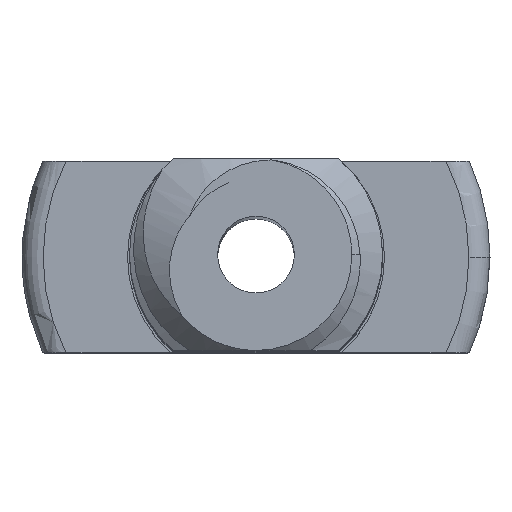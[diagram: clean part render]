
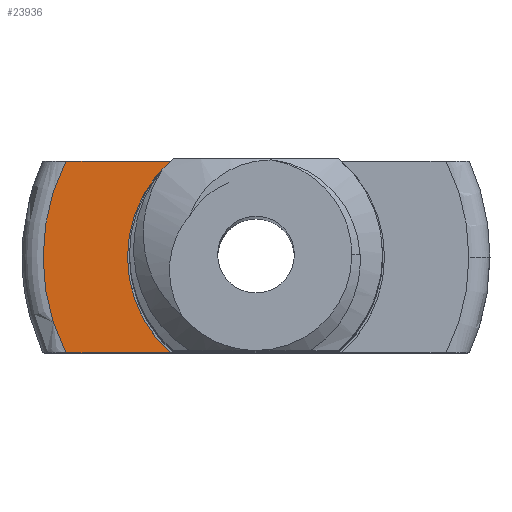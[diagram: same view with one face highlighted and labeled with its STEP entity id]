
A CAD part, top view. The second image highlights one B-rep face of the part: STEP entity #23936.
In plain terms, the highlighted planar face has unit normal (0, 0, 1).
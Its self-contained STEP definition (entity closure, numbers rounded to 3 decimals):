
#5385 = PLANE('',#5386);
#5386 = AXIS2_PLACEMENT_3D('',#5387,#5388,#5389);
#5387 = CARTESIAN_POINT('',(12.5,-2.5,51.781));
#5388 = DIRECTION('',(0.,1.,0.));
#5389 = DIRECTION('',(-1.,0.,0.));
#6174 = PLANE('',#6175);
#6175 = AXIS2_PLACEMENT_3D('',#6176,#6177,#6178);
#6176 = CARTESIAN_POINT('',(-12.5,2.5,51.781));
#6177 = DIRECTION('',(0.,-1.,0.));
#6178 = DIRECTION('',(1.,0.,0.));
#8598 = VERTEX_POINT('',#8599);
#8599 = CARTESIAN_POINT('',(-4.955,-2.5,0.));
#8651 = TOROIDAL_SURFACE('',#8652,5.55,0.55);
#8652 = AXIS2_PLACEMENT_3D('',#8653,#8654,#8655);
#8653 = CARTESIAN_POINT('',(0.,0.,-0.55)
  );
#8654 = DIRECTION('',(0.,0.,1.));
#8655 = DIRECTION('',(1.,0.,0.));
#8682 = EDGE_CURVE('',#8683,#8598,#8685,.T.);
#8683 = VERTEX_POINT('',#8684);
#8684 = CARTESIAN_POINT('',(-2.23,-2.5,0.));
#8685 = SURFACE_CURVE('',#8686,(#8690,#8697),.PCURVE_S1.);
#8686 = LINE('',#8687,#8688);
#8687 = CARTESIAN_POINT('',(6.25,-2.5,0.));
#8688 = VECTOR('',#8689,1.);
#8689 = DIRECTION('',(-1.,0.,0.));
#8690 = PCURVE('',#5385,#8691);
#8691 = DEFINITIONAL_REPRESENTATION('',(#8692),#8696);
#8692 = LINE('',#8693,#8694);
#8693 = CARTESIAN_POINT('',(6.25,-51.781));
#8694 = VECTOR('',#8695,1.);
#8695 = DIRECTION('',(1.,0.));
#8696 = ( GEOMETRIC_REPRESENTATION_CONTEXT(2) 
PARAMETRIC_REPRESENTATION_CONTEXT() REPRESENTATION_CONTEXT('2D SPACE',''
  ) );
#8697 = PCURVE('',#8698,#8703);
#8698 = PLANE('',#8699);
#8699 = AXIS2_PLACEMENT_3D('',#8700,#8701,#8702);
#8700 = CARTESIAN_POINT('',(0.,0.,
    0.));
#8701 = DIRECTION('',(0.,0.,-1.));
#8702 = DIRECTION('',(1.,0.,0.));
#8703 = DEFINITIONAL_REPRESENTATION('',(#8704),#8708);
#8704 = LINE('',#8705,#8706);
#8705 = CARTESIAN_POINT('',(6.25,2.5));
#8706 = VECTOR('',#8707,1.);
#8707 = DIRECTION('',(-1.,0.));
#8708 = ( GEOMETRIC_REPRESENTATION_CONTEXT(2) 
PARAMETRIC_REPRESENTATION_CONTEXT() REPRESENTATION_CONTEXT('2D SPACE',''
  ) );
#8724 = CYLINDRICAL_SURFACE('',#8725,3.35);
#8725 = AXIS2_PLACEMENT_3D('',#8726,#8727,#8728);
#8726 = CARTESIAN_POINT('',(0.,0.,1.8)
  );
#8727 = DIRECTION('',(0.,0.,-1.));
#8728 = DIRECTION('',(1.,0.,0.));
#21711 = VERTEX_POINT('',#21712);
#21712 = CARTESIAN_POINT('',(-2.23,2.5,0.));
#21733 = EDGE_CURVE('',#21734,#21711,#21736,.T.);
#21734 = VERTEX_POINT('',#21735);
#21735 = CARTESIAN_POINT('',(-4.955,2.5,0.));
#21736 = SURFACE_CURVE('',#21737,(#21741,#21748),.PCURVE_S1.);
#21737 = LINE('',#21738,#21739);
#21738 = CARTESIAN_POINT('',(-6.25,2.5,0.));
#21739 = VECTOR('',#21740,1.);
#21740 = DIRECTION('',(1.,0.,0.));
#21741 = PCURVE('',#6174,#21742);
#21742 = DEFINITIONAL_REPRESENTATION('',(#21743),#21747);
#21743 = LINE('',#21744,#21745);
#21744 = CARTESIAN_POINT('',(6.25,-51.781));
#21745 = VECTOR('',#21746,1.);
#21746 = DIRECTION('',(1.,0.));
#21747 = ( GEOMETRIC_REPRESENTATION_CONTEXT(2) 
PARAMETRIC_REPRESENTATION_CONTEXT() REPRESENTATION_CONTEXT('2D SPACE',''
  ) );
#21748 = PCURVE('',#8698,#21749);
#21749 = DEFINITIONAL_REPRESENTATION('',(#21750),#21754);
#21750 = LINE('',#21751,#21752);
#21751 = CARTESIAN_POINT('',(-6.25,-2.5));
#21752 = VECTOR('',#21753,1.);
#21753 = DIRECTION('',(1.,0.));
#21754 = ( GEOMETRIC_REPRESENTATION_CONTEXT(2) 
PARAMETRIC_REPRESENTATION_CONTEXT() REPRESENTATION_CONTEXT('2D SPACE',''
  ) );
#23468 = EDGE_CURVE('',#8683,#21711,#23469,.T.);
#23469 = SURFACE_CURVE('',#23470,(#23475,#23482),.PCURVE_S1.);
#23470 = CIRCLE('',#23471,3.35);
#23471 = AXIS2_PLACEMENT_3D('',#23472,#23473,#23474);
#23472 = CARTESIAN_POINT('',(0.,0.,
    0.));
#23473 = DIRECTION('',(0.,0.,-1.));
#23474 = DIRECTION('',(1.,0.,0.));
#23475 = PCURVE('',#8724,#23476);
#23476 = DEFINITIONAL_REPRESENTATION('',(#23477),#23481);
#23477 = LINE('',#23478,#23479);
#23478 = CARTESIAN_POINT('',(0.,1.8));
#23479 = VECTOR('',#23480,1.);
#23480 = DIRECTION('',(1.,0.));
#23481 = ( GEOMETRIC_REPRESENTATION_CONTEXT(2) 
PARAMETRIC_REPRESENTATION_CONTEXT() REPRESENTATION_CONTEXT('2D SPACE',''
  ) );
#23482 = PCURVE('',#8698,#23483);
#23483 = DEFINITIONAL_REPRESENTATION('',(#23484),#23488);
#23484 = CIRCLE('',#23485,3.35);
#23485 = AXIS2_PLACEMENT_2D('',#23486,#23487);
#23486 = CARTESIAN_POINT('',(0.,0.));
#23487 = DIRECTION('',(1.,0.));
#23488 = ( GEOMETRIC_REPRESENTATION_CONTEXT(2) 
PARAMETRIC_REPRESENTATION_CONTEXT() REPRESENTATION_CONTEXT('2D SPACE',''
  ) );
#23936 = ADVANCED_FACE('',(#23937),#8698,.F.);
#23937 = FACE_BOUND('',#23938,.T.);
#23938 = EDGE_LOOP('',(#23939,#23940,#23941,#23942));
#23939 = ORIENTED_EDGE('',*,*,#8682,.F.);
#23940 = ORIENTED_EDGE('',*,*,#23468,.T.);
#23941 = ORIENTED_EDGE('',*,*,#21733,.F.);
#23942 = ORIENTED_EDGE('',*,*,#23943,.F.);
#23943 = EDGE_CURVE('',#8598,#21734,#23944,.T.);
#23944 = SURFACE_CURVE('',#23945,(#23950,#23957),.PCURVE_S1.);
#23945 = CIRCLE('',#23946,5.55);
#23946 = AXIS2_PLACEMENT_3D('',#23947,#23948,#23949);
#23947 = CARTESIAN_POINT('',(0.,0.,
    0.));
#23948 = DIRECTION('',(0.,0.,-1.));
#23949 = DIRECTION('',(1.,0.,0.));
#23950 = PCURVE('',#8698,#23951);
#23951 = DEFINITIONAL_REPRESENTATION('',(#23952),#23956);
#23952 = CIRCLE('',#23953,5.55);
#23953 = AXIS2_PLACEMENT_2D('',#23954,#23955);
#23954 = CARTESIAN_POINT('',(0.,0.));
#23955 = DIRECTION('',(1.,0.));
#23956 = ( GEOMETRIC_REPRESENTATION_CONTEXT(2) 
PARAMETRIC_REPRESENTATION_CONTEXT() REPRESENTATION_CONTEXT('2D SPACE',''
  ) );
#23957 = PCURVE('',#8651,#23958);
#23958 = DEFINITIONAL_REPRESENTATION('',(#23959),#23963);
#23959 = LINE('',#23960,#23961);
#23960 = CARTESIAN_POINT('',(0.,7.854));
#23961 = VECTOR('',#23962,1.);
#23962 = DIRECTION('',(-1.,0.));
#23963 = ( GEOMETRIC_REPRESENTATION_CONTEXT(2) 
PARAMETRIC_REPRESENTATION_CONTEXT() REPRESENTATION_CONTEXT('2D SPACE',''
  ) );
